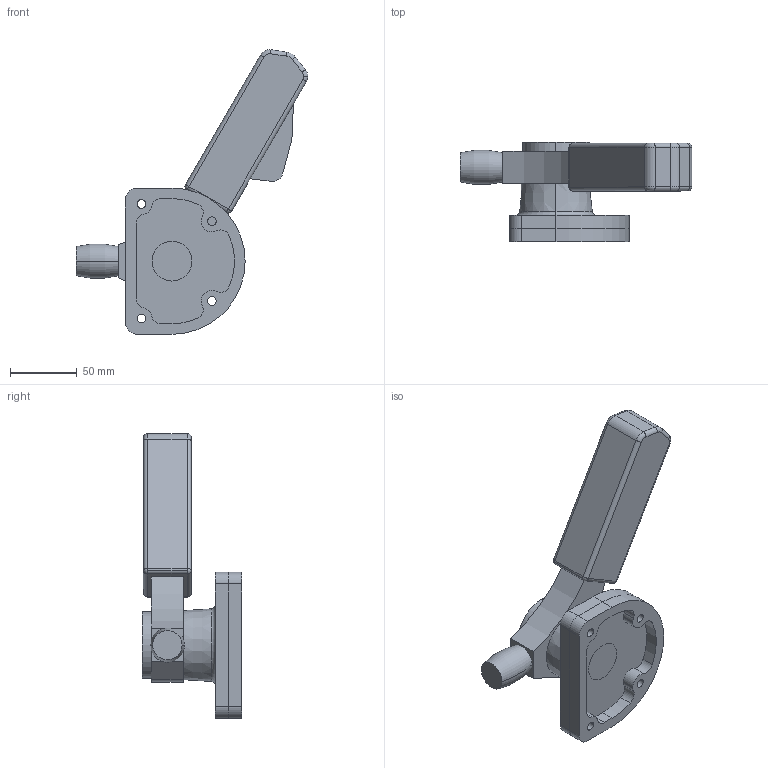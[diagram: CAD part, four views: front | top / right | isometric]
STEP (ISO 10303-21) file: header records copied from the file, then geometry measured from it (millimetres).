
FILE_DESCRIPTION (( 'STEP AP203' ), '1' );
FILE_NAME ('sone3D.STEP', '2016-05-10T02:35:28', ( '' ), ( '' ), 'SwSTEP 2.0', 'SolidWorks 2014', '' );
FILE_SCHEMA (( 'CONFIG_CONTROL_DESIGN' ));
Length unit declared in the file: millimetre
Products named in the file (6): FA-830-1キャップ_; FA-830-1-R僴儞僪儖_; sone3D; FA-830-1軸_; FA-830-1僗儁乕僒乕_; FA-830-1-R座_
Assembly tree (5 placements, depth 2):
  sone3D
    FA-830-1-R座_
    FA-830-1-R僴儞僪儖_
    FA-830-1軸_
    FA-830-1僗儁乕僒乕_
    FA-830-1キャップ_
Bounding box: 174.11 x 75 x 214 mm (x, y, z)
Volume: 471915.2 mm3; surface area: 90685.3 mm2
Topology: 6 solids, 6 shells, 121 faces, 296 edges, 188 vertices
Faces by surface type: cylinder 67, plane 36, torus 12, sphere 4, cone 2
Entity records: 4250 total; most frequent: DIRECTION 706, CARTESIAN_POINT 613, ORIENTED_EDGE 584, EDGE_CURVE 292, AXIS2_PLACEMENT_3D 287, VERTEX_POINT 186, CIRCLE 158, EDGE_LOOP 146
